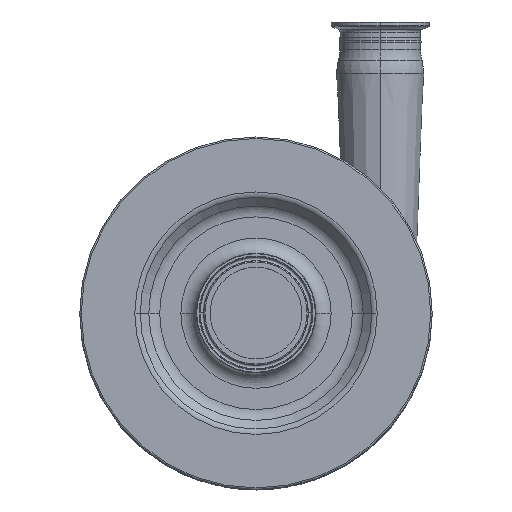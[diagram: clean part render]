
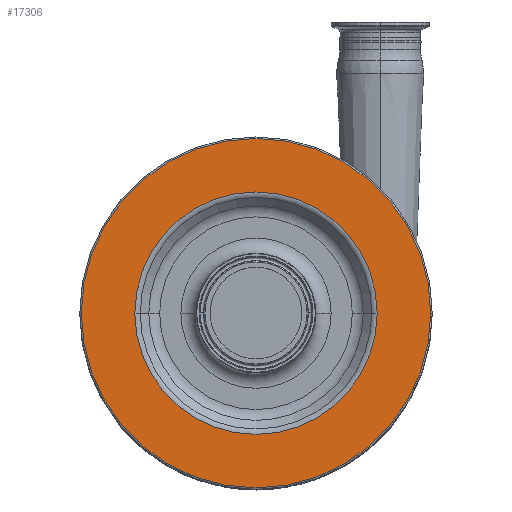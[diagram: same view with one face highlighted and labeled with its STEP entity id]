
A CAD part, top view. The second image highlights one B-rep face of the part: STEP entity #17306.
In plain terms, the highlighted planar face has unit normal (0, 0, 1).
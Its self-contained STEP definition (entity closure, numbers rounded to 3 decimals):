
#864 = DIRECTION ( 'NONE',  ( 1., 0., 0. ) ) ;
#1829 = AXIS2_PLACEMENT_3D ( 'NONE', #8849, #7317, #5315 ) ;
#2162 = EDGE_CURVE ( 'NONE', #10996, #21288, #18131, .T. ) ;
#3247 = DIRECTION ( 'NONE',  ( 0., 0., -1. ) ) ;
#4159 = CARTESIAN_POINT ( 'NONE',  ( -114., 0., 64. ) ) ;
#5034 = ORIENTED_EDGE ( 'NONE', *, *, #11850, .T. ) ;
#5219 = FACE_OUTER_BOUND ( 'NONE', #10196, .T. ) ;
#5315 = DIRECTION ( 'NONE',  ( 1., 0., 0. ) ) ;
#5722 = CARTESIAN_POINT ( 'NONE',  ( -79.071, 0., 64. ) ) ;
#6021 = CARTESIAN_POINT ( 'NONE',  ( 79.071, 0., 64. ) ) ;
#6415 = EDGE_CURVE ( 'NONE', #9585, #18831, #6731, .T. ) ;
#6731 = CIRCLE ( 'NONE', #1829, 114. ) ;
#7317 = DIRECTION ( 'NONE',  ( 0., 0., -1. ) ) ;
#8668 = CARTESIAN_POINT ( 'NONE',  ( 0., 0., 64. ) ) ;
#8849 = CARTESIAN_POINT ( 'NONE',  ( 0., 0., 64. ) ) ;
#8995 = DIRECTION ( 'NONE',  ( 1., 0., 0. ) ) ;
#9220 = PLANE ( 'NONE',  #22843 ) ;
#9585 = VERTEX_POINT ( 'NONE', #19399 ) ;
#10196 = EDGE_LOOP ( 'NONE', ( #13129, #13383 ) ) ;
#10996 = VERTEX_POINT ( 'NONE', #6021 ) ;
#11007 = DIRECTION ( 'NONE',  ( 0., 0., 1. ) ) ;
#11399 = AXIS2_PLACEMENT_3D ( 'NONE', #22481, #22369, #864 ) ;
#11850 = EDGE_CURVE ( 'NONE', #21288, #10996, #19311, .T. ) ;
#13129 = ORIENTED_EDGE ( 'NONE', *, *, #6415, .F. ) ;
#13383 = ORIENTED_EDGE ( 'NONE', *, *, #14114, .F. ) ;
#13607 = AXIS2_PLACEMENT_3D ( 'NONE', #8668, #3247, #21354 ) ;
#14085 = AXIS2_PLACEMENT_3D ( 'NONE', #19852, #14419, #19964 ) ;
#14114 = EDGE_CURVE ( 'NONE', #18831, #9585, #21612, .T. ) ;
#14246 = FACE_BOUND ( 'NONE', #22880, .T. ) ;
#14419 = DIRECTION ( 'NONE',  ( 0., 0., -1. ) ) ;
#17196 = ORIENTED_EDGE ( 'NONE', *, *, #2162, .T. ) ;
#17306 = ADVANCED_FACE ( 'NONE', ( #5219, #14246 ), #9220, .T. ) ;
#18131 = CIRCLE ( 'NONE', #13607, 79.071 ) ;
#18831 = VERTEX_POINT ( 'NONE', #4159 ) ;
#19311 = CIRCLE ( 'NONE', #14085, 79.071 ) ;
#19399 = CARTESIAN_POINT ( 'NONE',  ( 114., 0., 64. ) ) ;
#19852 = CARTESIAN_POINT ( 'NONE',  ( 0., 0., 64. ) ) ;
#19964 = DIRECTION ( 'NONE',  ( 1., 0., 0. ) ) ;
#20148 = CARTESIAN_POINT ( 'NONE',  ( 0., 79.071, 64. ) ) ;
#21288 = VERTEX_POINT ( 'NONE', #5722 ) ;
#21354 = DIRECTION ( 'NONE',  ( 1., 0., 0. ) ) ;
#21612 = CIRCLE ( 'NONE', #11399, 114. ) ;
#22369 = DIRECTION ( 'NONE',  ( 0., 0., -1. ) ) ;
#22481 = CARTESIAN_POINT ( 'NONE',  ( 0., 0., 64. ) ) ;
#22843 = AXIS2_PLACEMENT_3D ( 'NONE', #20148, #11007, #8995 ) ;
#22880 = EDGE_LOOP ( 'NONE', ( #17196, #5034 ) ) ;
